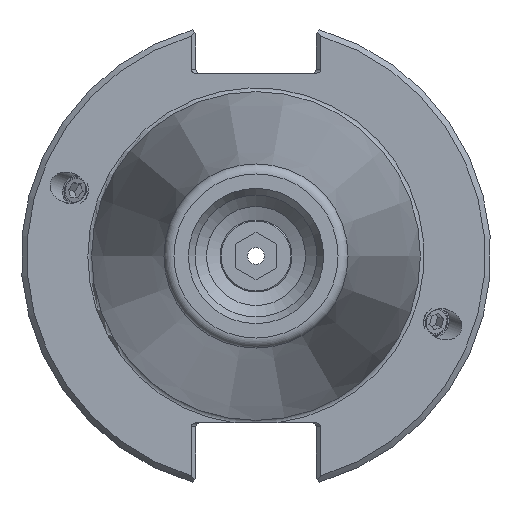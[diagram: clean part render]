
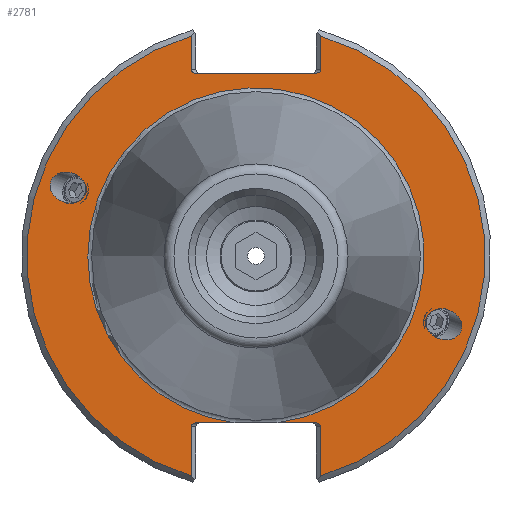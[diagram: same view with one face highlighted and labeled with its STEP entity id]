
A CAD part, left-side view. The second image highlights one B-rep face of the part: STEP entity #2781.
In plain terms, the highlighted planar face has unit normal (-1, 0, 0).
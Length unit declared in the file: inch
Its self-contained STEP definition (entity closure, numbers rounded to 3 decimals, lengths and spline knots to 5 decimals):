
#133=LINE('',#5499,#273);
#142=LINE('',#5534,#282);
#149=LINE('',#5563,#289);
#158=LINE('',#5598,#298);
#159=LINE('',#5611,#299);
#164=LINE('',#5659,#304);
#165=LINE('',#5662,#305);
#273=VECTOR('',#3444,0.1782);
#282=VECTOR('',#3473,0.1782);
#289=VECTOR('',#3496,0.2622);
#298=VECTOR('',#3525,0.2622);
#299=VECTOR('',#3538,0.63343);
#304=VECTOR('',#3573,0.205);
#305=VECTOR('',#3578,0.205);
#413=ELLIPSE('',#2918,0.09853,0.08071);
#414=ELLIPSE('',#2926,0.09853,0.08071);
#415=ELLIPSE('',#2969,0.02828,0.02);
#422=ELLIPSE('',#2983,0.02828,0.02);
#423=ELLIPSE('',#2987,0.02828,0.02);
#430=ELLIPSE('',#3001,0.02828,0.02);
#468=PLANE('',#3024);
#597=FACE_BOUND('',#937,.T.);
#598=FACE_BOUND('',#938,.T.);
#723=FACE_OUTER_BOUND('',#936,.T.);
#936=EDGE_LOOP('',(#2202,#2203,#2204,#2205,#2206,#2207,#2208,#2209,#2210,
#2211,#2212,#2213,#2214,#2215));
#937=EDGE_LOOP('',(#2216));
#938=EDGE_LOOP('',(#2217));
#1116=CIRCLE('',#3022,0.895);
#1118=CIRCLE('',#3025,1.22);
#1119=CIRCLE('',#3026,1.22);
#1260=VERTEX_POINT('',#4165);
#1263=VERTEX_POINT('',#4176);
#1345=VERTEX_POINT('',#5477);
#1346=VERTEX_POINT('',#5479);
#1351=VERTEX_POINT('',#5495);
#1357=VERTEX_POINT('',#5519);
#1358=VERTEX_POINT('',#5521);
#1361=VERTEX_POINT('',#5533);
#1362=VERTEX_POINT('',#5539);
#1363=VERTEX_POINT('',#5540);
#1369=VERTEX_POINT('',#5559);
#1375=VERTEX_POINT('',#5583);
#1376=VERTEX_POINT('',#5585);
#1379=VERTEX_POINT('',#5597);
#1388=VERTEX_POINT('',#5642);
#1389=VERTEX_POINT('',#5643);
#1527=EDGE_CURVE('',#1260,#1260,#413,.T.);
#1530=EDGE_CURVE('',#1263,#1263,#414,.T.);
#1634=EDGE_CURVE('',#1345,#1346,#415,.T.);
#1643=EDGE_CURVE('',#1351,#1345,#133,.T.);
#1653=EDGE_CURVE('',#1357,#1358,#422,.T.);
#1658=EDGE_CURVE('',#1358,#1361,#142,.T.);
#1660=EDGE_CURVE('',#1362,#1363,#423,.T.);
#1671=EDGE_CURVE('',#1369,#1362,#149,.T.);
#1681=EDGE_CURVE('',#1375,#1376,#430,.T.);
#1686=EDGE_CURVE('',#1376,#1379,#158,.T.);
#1691=EDGE_CURVE('',#1346,#1357,#159,.T.);
#1705=EDGE_CURVE('',#1388,#1389,#1116,.T.);
#1707=EDGE_CURVE('',#1363,#1388,#164,.T.);
#1708=EDGE_CURVE('',#1361,#1369,#1118,.T.);
#1709=EDGE_CURVE('',#1379,#1351,#1119,.T.);
#1710=EDGE_CURVE('',#1389,#1375,#165,.T.);
#2202=ORIENTED_EDGE('',*,*,#1705,.F.);
#2203=ORIENTED_EDGE('',*,*,#1707,.F.);
#2204=ORIENTED_EDGE('',*,*,#1660,.F.);
#2205=ORIENTED_EDGE('',*,*,#1671,.F.);
#2206=ORIENTED_EDGE('',*,*,#1708,.F.);
#2207=ORIENTED_EDGE('',*,*,#1658,.F.);
#2208=ORIENTED_EDGE('',*,*,#1653,.F.);
#2209=ORIENTED_EDGE('',*,*,#1691,.F.);
#2210=ORIENTED_EDGE('',*,*,#1634,.F.);
#2211=ORIENTED_EDGE('',*,*,#1643,.F.);
#2212=ORIENTED_EDGE('',*,*,#1709,.F.);
#2213=ORIENTED_EDGE('',*,*,#1686,.F.);
#2214=ORIENTED_EDGE('',*,*,#1681,.F.);
#2215=ORIENTED_EDGE('',*,*,#1710,.F.);
#2216=ORIENTED_EDGE('',*,*,#1527,.T.);
#2217=ORIENTED_EDGE('',*,*,#1530,.T.);
#2781=ADVANCED_FACE('',(#723,#597,#598),#468,.T.);
#2918=AXIS2_PLACEMENT_3D('',#4166,#3281,#3282);
#2926=AXIS2_PLACEMENT_3D('',#4177,#3297,#3298);
#2969=AXIS2_PLACEMENT_3D('',#5480,#3426,#3427);
#2983=AXIS2_PLACEMENT_3D('',#5522,#3464,#3465);
#2987=AXIS2_PLACEMENT_3D('',#5541,#3476,#3477);
#3001=AXIS2_PLACEMENT_3D('',#5586,#3516,#3517);
#3022=AXIS2_PLACEMENT_3D('',#5655,#3567,#3568);
#3024=AXIS2_PLACEMENT_3D('',#5658,#3571,#3572);
#3025=AXIS2_PLACEMENT_3D('',#5660,#3574,#3575);
#3026=AXIS2_PLACEMENT_3D('',#5661,#3576,#3577);
#3281=DIRECTION('center_axis',(1.,0.,0.));
#3282=DIRECTION('ref_axis',(0.,-0.94,-0.342));
#3297=DIRECTION('center_axis',(1.,0.,0.));
#3298=DIRECTION('ref_axis',(0.,0.94,0.342));
#3426=DIRECTION('center_axis',(-1.,0.,0.));
#3427=DIRECTION('ref_axis',(0.,1.,0.));
#3444=DIRECTION('',(0.,0.,-1.));
#3464=DIRECTION('center_axis',(-1.,0.,0.));
#3465=DIRECTION('ref_axis',(0.,-1.,0.));
#3473=DIRECTION('',(0.,0.,1.));
#3476=DIRECTION('center_axis',(-1.,0.,0.));
#3477=DIRECTION('ref_axis',(0.,-1.,0.));
#3496=DIRECTION('',(0.,0.,1.));
#3516=DIRECTION('center_axis',(-1.,0.,0.));
#3517=DIRECTION('ref_axis',(0.,1.,0.));
#3525=DIRECTION('',(0.,0.,-1.));
#3538=DIRECTION('',(0.,-1.,0.));
#3567=DIRECTION('center_axis',(-1.,0.,0.));
#3568=DIRECTION('ref_axis',(0.,-1.,0.));
#3571=DIRECTION('center_axis',(-1.,0.,0.));
#3572=DIRECTION('ref_axis',(0.,0.,1.));
#3573=DIRECTION('',(0.,1.,0.));
#3574=DIRECTION('center_axis',(1.,0.,0.));
#3575=DIRECTION('ref_axis',(0.,-1.,0.));
#3576=DIRECTION('center_axis',(1.,0.,0.));
#3577=DIRECTION('ref_axis',(0.,1.,0.));
#3578=DIRECTION('',(0.,1.,0.));
#4165=CARTESIAN_POINT('',(0.125,-0.90631,-0.32987));
#4166=CARTESIAN_POINT('Origin',(0.125,-0.99889,-0.36357));
#4176=CARTESIAN_POINT('',(0.125,0.90631,0.32987));
#4177=CARTESIAN_POINT('Origin',(0.125,0.99889,0.36357));
#5477=CARTESIAN_POINT('',(0.125,0.345,0.992));
#5479=CARTESIAN_POINT('',(0.125,0.31672,0.972));
#5480=CARTESIAN_POINT('Origin',(0.125,0.31672,0.992));
#5495=CARTESIAN_POINT('',(0.125,0.345,1.1702));
#5499=CARTESIAN_POINT('',(0.125,0.345,0.486));
#5519=CARTESIAN_POINT('',(0.125,-0.31672,0.972));
#5521=CARTESIAN_POINT('',(0.125,-0.345,0.992));
#5522=CARTESIAN_POINT('Origin',(0.125,-0.31672,0.992));
#5533=CARTESIAN_POINT('',(0.125,-0.345,1.1702));
#5534=CARTESIAN_POINT('',(0.125,-0.345,0.486));
#5539=CARTESIAN_POINT('',(0.125,-0.345,-0.908));
#5540=CARTESIAN_POINT('',(0.125,-0.31672,-0.888));
#5541=CARTESIAN_POINT('Origin',(0.125,-0.31672,-0.908));
#5559=CARTESIAN_POINT('',(0.125,-0.345,-1.1702));
#5563=CARTESIAN_POINT('',(0.125,-0.345,-0.444));
#5583=CARTESIAN_POINT('',(0.125,0.31672,-0.888));
#5585=CARTESIAN_POINT('',(0.125,0.345,-0.908));
#5586=CARTESIAN_POINT('Origin',(0.125,0.31672,-0.908));
#5597=CARTESIAN_POINT('',(0.125,0.345,-1.1702));
#5598=CARTESIAN_POINT('',(0.125,0.345,-0.444));
#5611=CARTESIAN_POINT('',(0.125,0.53125,0.972));
#5642=CARTESIAN_POINT('',(0.125,-0.11172,-0.888));
#5643=CARTESIAN_POINT('',(0.125,0.11172,-0.888));
#5655=CARTESIAN_POINT('Origin',(0.125,0.,0.));
#5658=CARTESIAN_POINT('Origin',(0.125,1.0625,0.));
#5659=CARTESIAN_POINT('',(0.125,0.53125,-0.888));
#5660=CARTESIAN_POINT('Origin',(0.125,0.,0.));
#5661=CARTESIAN_POINT('Origin',(0.125,0.,0.));
#5662=CARTESIAN_POINT('',(0.125,0.53125,-0.888));
